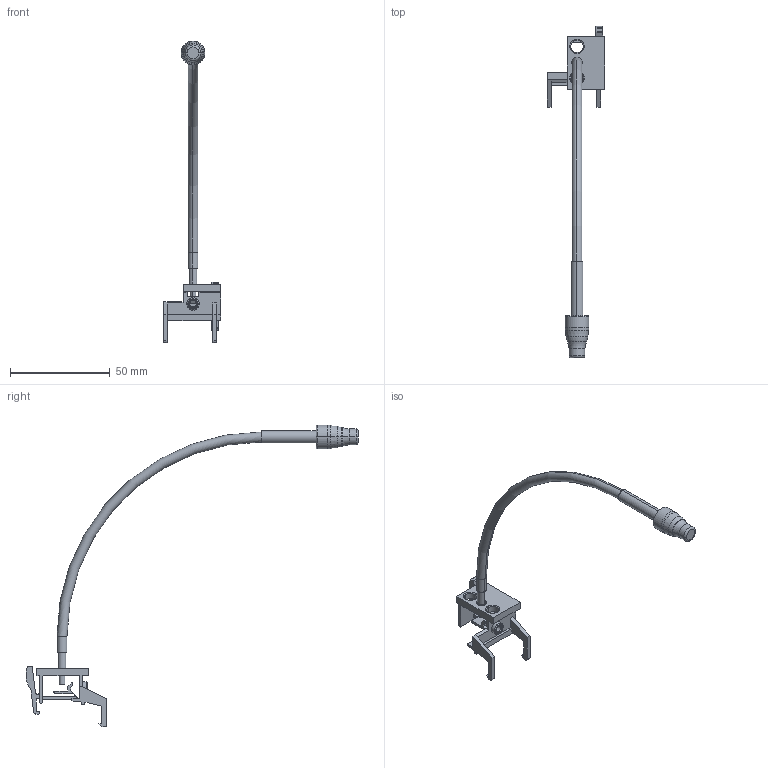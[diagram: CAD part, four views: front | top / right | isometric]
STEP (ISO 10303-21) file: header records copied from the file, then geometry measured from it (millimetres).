
FILE_DESCRIPTION(('STEP AP214'),'1');
FILE_NAME('cctmp_F1C21F39-6ED1-44F8-B4D6-AB7D7371ABC5_2023_07_21_11_01_01_0106..stp','2023-07-21T09:01:01',('SIEMENS A&D'),('CADClick - www.CADClick.com'),'Spatial InterOp 3D postprocessed',' ','unknown authorization');
FILE_SCHEMA(('AUTOMOTIVE_DESIGN'));
Length unit declared in the file: millimetre
Products named in the file (4): cc_unnamed; 2023_07_21_11_01_01_0074; 2023_07_21_11_01_01_0058; 2023_07_21_11_01_01_0026
Assembly tree (3 placements, depth 2):
  cc_unnamed
    2023_07_21_11_01_01_0074
    2023_07_21_11_01_01_0058
    2023_07_21_11_01_01_0026
Bounding box: 29 x 166.56 x 151.5 mm (x, y, z)
Volume: 9760.3 mm3; surface area: 8752.8 mm2
Topology: 3 solids, 3 shells, 149 faces, 399 edges, 256 vertices
Faces by surface type: plane 80, cylinder 43, torus 18, cone 8
Full cylindrical faces by diameter (mm): 0 x1
Entity records: 7732 total; most frequent: DIRECTION 835, CARTESIAN_POINT 809, ORIENTED_EDGE 796, STYLED_ITEM 776, PRESENTATION_STYLE_ASSIGNMENT 776, EDGE_CURVE 398, CURVE_STYLE 368, DRAUGHTING_PRE_DEFINED_CURVE_FONT 368
